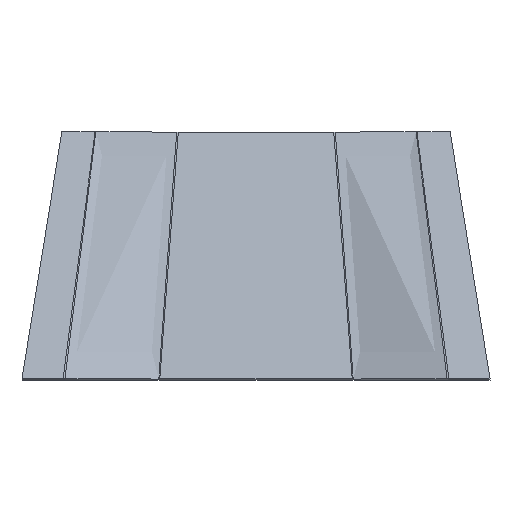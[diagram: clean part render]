
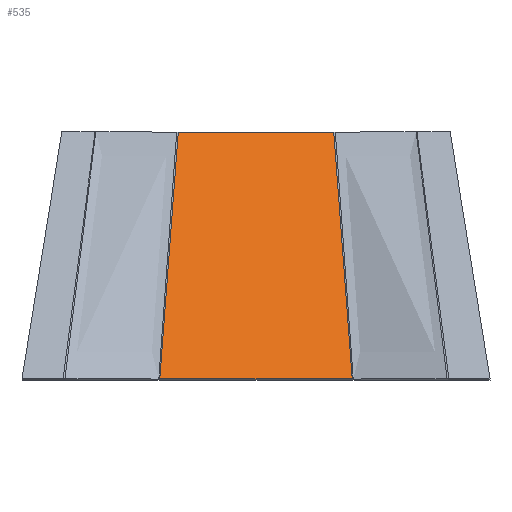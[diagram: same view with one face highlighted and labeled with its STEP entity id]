
A CAD part, left-side view. The second image highlights one B-rep face of the part: STEP entity #535.
In plain terms, the highlighted planar face has unit normal (-0.889, 0, 0.457).
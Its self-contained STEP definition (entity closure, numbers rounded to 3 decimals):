
#65=FACE_OUTER_BOUND('',#103,.T.);
#103=EDGE_LOOP('',(#367,#368,#369,#370));
#141=LINE('',#683,#195);
#142=LINE('',#685,#196);
#143=LINE('',#687,#197);
#144=LINE('',#688,#198);
#195=VECTOR('',#595,224.333);
#196=VECTOR('',#596,401.161);
#197=VECTOR('',#597,277.431);
#198=VECTOR('',#598,401.161);
#249=VERTEX_POINT('',#681);
#250=VERTEX_POINT('',#682);
#251=VERTEX_POINT('',#684);
#252=VERTEX_POINT('',#686);
#290=EDGE_CURVE('',#249,#250,#141,.T.);
#291=EDGE_CURVE('',#250,#251,#142,.T.);
#292=EDGE_CURVE('',#251,#252,#143,.T.);
#293=EDGE_CURVE('',#252,#249,#144,.T.);
#367=ORIENTED_EDGE('',*,*,#290,.T.);
#368=ORIENTED_EDGE('',*,*,#291,.T.);
#369=ORIENTED_EDGE('',*,*,#292,.T.);
#370=ORIENTED_EDGE('',*,*,#293,.T.);
#521=PLANE('',#575);
#535=ADVANCED_FACE('',(#65),#521,.T.);
#575=AXIS2_PLACEMENT_3D('',#680,#593,#594);
#593=DIRECTION('center_axis',(-0.889,0.,
0.457));
#594=DIRECTION('ref_axis',(0.457,0.,0.889));
#595=DIRECTION('',(0.,1.,0.));
#596=DIRECTION('',(-0.456,0.066,-0.887));
#597=DIRECTION('',(0.,-1.,0.));
#598=DIRECTION('',(0.456,0.066,0.887));
#680=CARTESIAN_POINT('Origin',(646.443,-138.716,1.829));
#681=CARTESIAN_POINT('',(829.443,-112.167,357.829));
#682=CARTESIAN_POINT('',(829.443,112.167,357.829));
#683=CARTESIAN_POINT('',(829.443,-138.716,357.829));
#684=CARTESIAN_POINT('',(646.443,138.716,1.829));
#685=CARTESIAN_POINT('',(829.443,112.167,357.829));
#686=CARTESIAN_POINT('',(646.443,-138.716,1.829));
#687=CARTESIAN_POINT('',(646.443,-138.716,1.829));
#688=CARTESIAN_POINT('',(646.443,-138.716,1.829));
